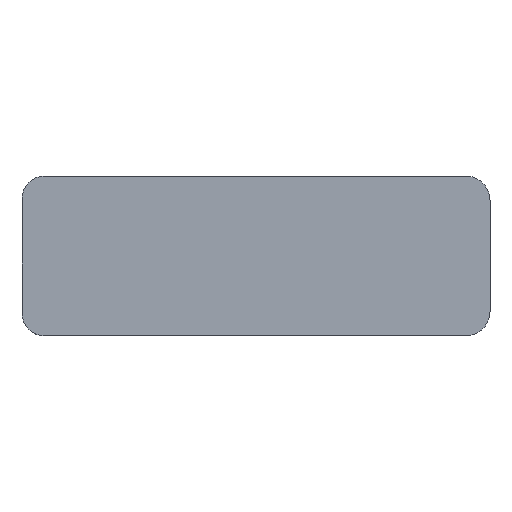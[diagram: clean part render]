
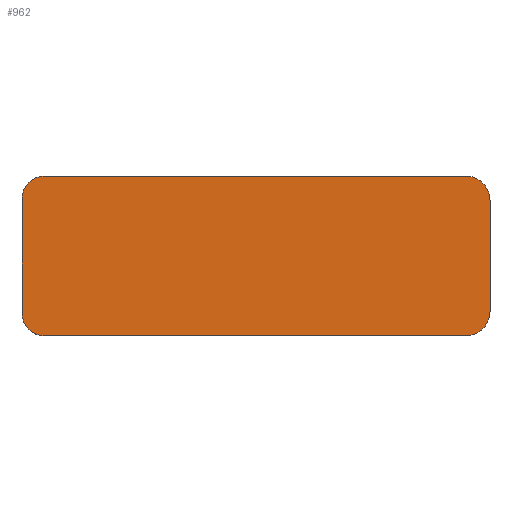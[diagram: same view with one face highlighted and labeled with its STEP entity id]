
A CAD part, top view. The second image highlights one B-rep face of the part: STEP entity #962.
In plain terms, the highlighted planar face has unit normal (0, 0, 1).
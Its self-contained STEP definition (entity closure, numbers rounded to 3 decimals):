
#24 = CARTESIAN_POINT ( 'NONE',  ( -65.499, 47.108, 1.7 ) ) ;
#27 = VERTEX_POINT ( 'NONE', #1052 ) ;
#36 = ORIENTED_EDGE ( 'NONE', *, *, #777, .T. ) ;
#68 = LINE ( 'NONE', #674, #213 ) ;
#90 = EDGE_CURVE ( 'NONE', #198, #891, #646, .T. ) ;
#198 = VERTEX_POINT ( 'NONE', #912 ) ;
#199 = DIRECTION ( 'NONE',  ( 1., 0., 0. ) ) ;
#213 = VECTOR ( 'NONE', #988, 1000. ) ;
#232 = DIRECTION ( 'NONE',  ( 0., 0., 1. ) ) ;
#241 = VERTEX_POINT ( 'NONE', #997 ) ;
#243 = DIRECTION ( 'NONE',  ( 0., 0., 1. ) ) ;
#267 = AXIS2_PLACEMENT_3D ( 'NONE', #996, #583, #833 ) ;
#268 = ORIENTED_EDGE ( 'NONE', *, *, #376, .T. ) ;
#286 = VECTOR ( 'NONE', #968, 1000. ) ;
#314 = FACE_OUTER_BOUND ( 'NONE', #863, .T. ) ;
#330 = ORIENTED_EDGE ( 'NONE', *, *, #656, .T. ) ;
#333 = CARTESIAN_POINT ( 'NONE',  ( -5.047, 46.854, 1.7 ) ) ;
#358 = DIRECTION ( 'NONE',  ( 1., 0., 0. ) ) ;
#363 = CARTESIAN_POINT ( 'NONE',  ( -65.499, 27.404, 1.7 ) ) ;
#372 = AXIS2_PLACEMENT_3D ( 'NONE', #333, #232, #515 ) ;
#373 = AXIS2_PLACEMENT_3D ( 'NONE', #832, #243, #915 ) ;
#376 = EDGE_CURVE ( 'NONE', #27, #1074, #1028, .T. ) ;
#378 = VERTEX_POINT ( 'NONE', #793 ) ;
#388 = CARTESIAN_POINT ( 'NONE',  ( -65.499, 50.332, 1.7 ) ) ;
#430 = DIRECTION ( 'NONE',  ( 0., 0., 1. ) ) ;
#452 = CIRCLE ( 'NONE', #783, 3.224 ) ;
#460 = ORIENTED_EDGE ( 'NONE', *, *, #1090, .T. ) ;
#461 = LINE ( 'NONE', #901, #286 ) ;
#465 = CARTESIAN_POINT ( 'NONE',  ( -1.569, 30.882, 1.7 ) ) ;
#492 = VERTEX_POINT ( 'NONE', #388 ) ;
#515 = DIRECTION ( 'NONE',  ( 1., 0., 0. ) ) ;
#583 = DIRECTION ( 'NONE',  ( 0., 0., 1. ) ) ;
#592 = EDGE_CURVE ( 'NONE', #378, #492, #68, .T. ) ;
#602 = EDGE_CURVE ( 'NONE', #891, #378, #853, .T. ) ;
#625 = CARTESIAN_POINT ( 'NONE',  ( -65.499, 30.628, 1.7 ) ) ;
#642 = AXIS2_PLACEMENT_3D ( 'NONE', #625, #959, #199 ) ;
#643 = CARTESIAN_POINT ( 'NONE',  ( -1.569, 46.854, 1.7 ) ) ;
#646 = LINE ( 'NONE', #465, #764 ) ;
#656 = EDGE_CURVE ( 'NONE', #1074, #198, #749, .T. ) ;
#674 = CARTESIAN_POINT ( 'NONE',  ( -5.047, 50.332, 1.7 ) ) ;
#677 = VECTOR ( 'NONE', #1038, 1000. ) ;
#710 = CIRCLE ( 'NONE', #642, 3.224 ) ;
#712 = ORIENTED_EDGE ( 'NONE', *, *, #602, .T. ) ;
#725 = VERTEX_POINT ( 'NONE', #1026 ) ;
#729 = CARTESIAN_POINT ( 'NONE',  ( -5.047, 27.404, 1.7 ) ) ;
#749 = CIRCLE ( 'NONE', #267, 3.478 ) ;
#764 = VECTOR ( 'NONE', #889, 1000. ) ;
#777 = EDGE_CURVE ( 'NONE', #492, #725, #452, .T. ) ;
#783 = AXIS2_PLACEMENT_3D ( 'NONE', #24, #430, #358 ) ;
#793 = CARTESIAN_POINT ( 'NONE',  ( -5.047, 50.332, 1.7 ) ) ;
#796 = ORIENTED_EDGE ( 'NONE', *, *, #90, .T. ) ;
#809 = ORIENTED_EDGE ( 'NONE', *, *, #920, .T. ) ;
#832 = CARTESIAN_POINT ( 'NONE',  ( -65.499, 30.628, 1.7 ) ) ;
#833 = DIRECTION ( 'NONE',  ( 1., 0., 0. ) ) ;
#853 = CIRCLE ( 'NONE', #372, 3.478 ) ;
#863 = EDGE_LOOP ( 'NONE', ( #809, #268, #330, #796, #712, #923, #36, #460 ) ) ;
#889 = DIRECTION ( 'NONE',  ( 0., 1., 0. ) ) ;
#891 = VERTEX_POINT ( 'NONE', #643 ) ;
#901 = CARTESIAN_POINT ( 'NONE',  ( -68.723, 47.108, 1.7 ) ) ;
#912 = CARTESIAN_POINT ( 'NONE',  ( -1.569, 30.882, 1.7 ) ) ;
#915 = DIRECTION ( 'NONE',  ( 1., 0., 0. ) ) ;
#920 = EDGE_CURVE ( 'NONE', #241, #27, #710, .T. ) ;
#923 = ORIENTED_EDGE ( 'NONE', *, *, #592, .T. ) ;
#959 = DIRECTION ( 'NONE',  ( 0., 0., 1. ) ) ;
#962 = ADVANCED_FACE ( 'NONE', ( #314 ), #1091, .T. ) ;
#968 = DIRECTION ( 'NONE',  ( 0., -1., 0. ) ) ;
#988 = DIRECTION ( 'NONE',  ( -1., 0., 0. ) ) ;
#996 = CARTESIAN_POINT ( 'NONE',  ( -5.047, 30.882, 1.7 ) ) ;
#997 = CARTESIAN_POINT ( 'NONE',  ( -68.723, 30.628, 1.7 ) ) ;
#1026 = CARTESIAN_POINT ( 'NONE',  ( -68.723, 47.108, 1.7 ) ) ;
#1028 = LINE ( 'NONE', #363, #677 ) ;
#1038 = DIRECTION ( 'NONE',  ( 1., 0., 0. ) ) ;
#1052 = CARTESIAN_POINT ( 'NONE',  ( -65.499, 27.404, 1.7 ) ) ;
#1074 = VERTEX_POINT ( 'NONE', #729 ) ;
#1090 = EDGE_CURVE ( 'NONE', #725, #241, #461, .T. ) ;
#1091 = PLANE ( 'NONE',  #373 ) ;
